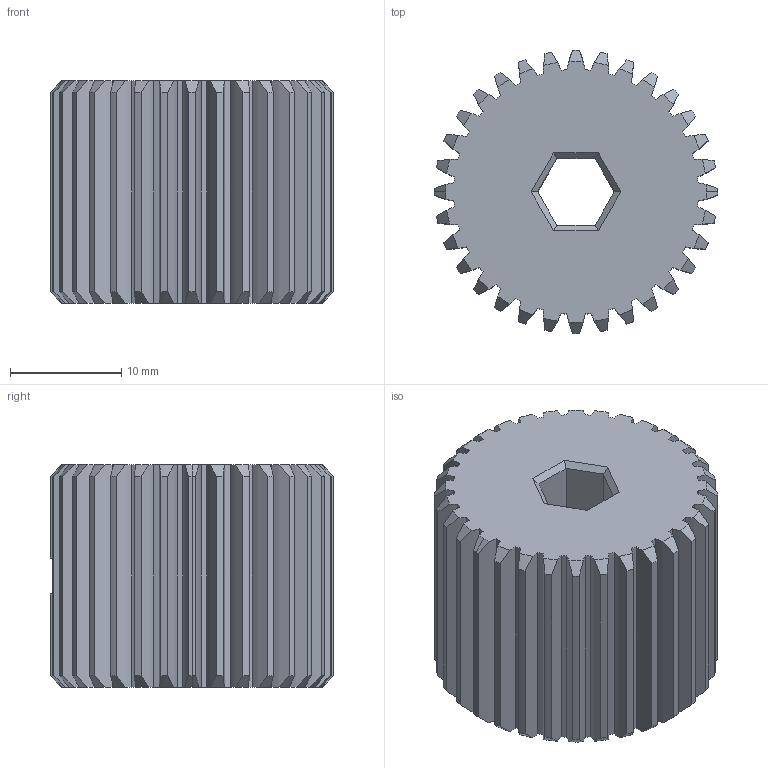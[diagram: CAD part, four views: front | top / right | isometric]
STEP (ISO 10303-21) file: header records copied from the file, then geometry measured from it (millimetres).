
FILE_DESCRIPTION (( 'STEP AP214' ), '1' );
FILE_NAME ('76170H - 6mm Hex Pinion for Rack and Pinion.STEP', '2024-05-03T16:49:59', ( '' ), ( '' ), 'SwSTEP 2.0', 'SolidWorks 2022', '' );
FILE_SCHEMA (( 'AUTOMOTIVE_DESIGN' ));
Length unit declared in the file: millimetre
Products named in the file (1): 76170H - 6mm Hex Pinion for Rack and Pinion
Bounding box: 25.5 x 25.5 x 20 mm (x, y, z)
Volume: 8226.2 mm3; surface area: 4299.7 mm2
Topology: 1 solids, 1 shells, 225 faces, 656 edges, 432 vertices
Faces by surface type: cylinder 137, cone 68, plane 20
Entity records: 7812 total; most frequent: CARTESIAN_POINT 1776, ORIENTED_EDGE 1312, DIRECTION 1296, EDGE_CURVE 656, AXIS2_PLACEMENT_3D 556, VERTEX_POINT 432, CIRCLE 330, EDGE_LOOP 228
